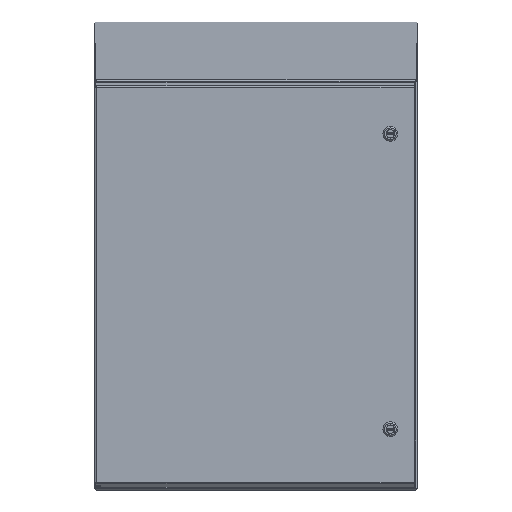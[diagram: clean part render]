
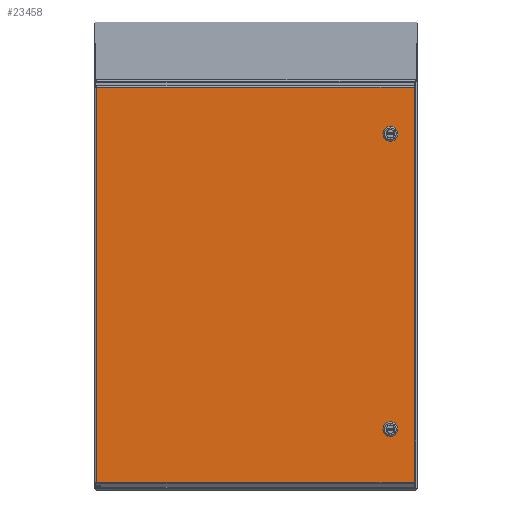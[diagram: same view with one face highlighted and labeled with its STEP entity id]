
A CAD part, top view. The second image highlights one B-rep face of the part: STEP entity #23458.
In plain terms, the highlighted planar face has unit normal (0, 0, 1).
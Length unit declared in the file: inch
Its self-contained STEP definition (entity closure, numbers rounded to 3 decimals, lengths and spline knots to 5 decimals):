
#21582=CARTESIAN_POINT('',(21.96087,-24.83316,0.074));
#21583=VERTEX_POINT('',#21582);
#21590=CARTESIAN_POINT('',(21.77499,-24.64723,0.074));
#21591=VERTEX_POINT('',#21590);
#21592=CARTESIAN_POINT('',(21.56134,-25.04668,0.074));
#21593=DIRECTION('',(0.0,0.0,-1.0));
#21594=DIRECTION('',(0.882,0.471,0.0));
#21595=AXIS2_PLACEMENT_3D('',#21592,#21593,#21594);
#21596=CIRCLE('',#21595,0.453);
#21597=EDGE_CURVE('',#21591,#21583,#21596,.T.);
#21622=CARTESIAN_POINT('',(21.34787,-24.64723,0.074));
#21623=VERTEX_POINT('',#21622);
#21624=CARTESIAN_POINT('',(21.34787,-24.64723,0.074));
#21625=DIRECTION('',(1.0,0.,0.0));
#21626=VECTOR('',#21625,0.42712);
#21627=LINE('',#21624,#21626);
#21628=EDGE_CURVE('',#21623,#21591,#21627,.T.);
#21654=CARTESIAN_POINT('',(21.16187,-24.83316,0.074));
#21655=VERTEX_POINT('',#21654);
#21656=CARTESIAN_POINT('',(21.56134,-25.04677,0.074));
#21657=DIRECTION('',(0.0,0.0,-1.0));
#21658=DIRECTION('',(-0.471,0.882,0.0));
#21659=AXIS2_PLACEMENT_3D('',#21656,#21657,#21658);
#21660=CIRCLE('',#21659,0.453);
#21661=EDGE_CURVE('',#21655,#21623,#21660,.T.);
#21686=CARTESIAN_POINT('',(21.16187,-25.26029,0.074));
#21687=VERTEX_POINT('',#21686);
#21688=CARTESIAN_POINT('',(21.16187,-25.26029,0.074));
#21689=DIRECTION('',(0.,1.0,0.0));
#21690=VECTOR('',#21689,0.42712);
#21691=LINE('',#21688,#21690);
#21692=EDGE_CURVE('',#21687,#21655,#21691,.T.);
#21718=CARTESIAN_POINT('',(21.3478,-25.44623,0.074));
#21719=VERTEX_POINT('',#21718);
#21720=CARTESIAN_POINT('',(21.56137,-25.04673,0.074));
#21721=DIRECTION('',(0.0,0.0,-1.0));
#21722=DIRECTION('',(-0.882,-0.471,0.0));
#21723=AXIS2_PLACEMENT_3D('',#21720,#21721,#21722);
#21724=CIRCLE('',#21723,0.453);
#21725=EDGE_CURVE('',#21719,#21687,#21724,.T.);
#21750=CARTESIAN_POINT('',(21.77493,-25.44623,0.074));
#21751=VERTEX_POINT('',#21750);
#21752=CARTESIAN_POINT('',(21.77493,-25.44623,0.074));
#21753=DIRECTION('',(-1.0,0.,0.0));
#21754=VECTOR('',#21753,0.42712);
#21755=LINE('',#21752,#21754);
#21756=EDGE_CURVE('',#21751,#21719,#21755,.T.);
#21782=CARTESIAN_POINT('',(21.96087,-25.26029,0.074));
#21783=VERTEX_POINT('',#21782);
#21784=CARTESIAN_POINT('',(21.56137,-25.04673,0.074));
#21785=DIRECTION('',(0.0,0.0,-1.0));
#21786=DIRECTION('',(0.471,-0.882,0.0));
#21787=AXIS2_PLACEMENT_3D('',#21784,#21785,#21786);
#21788=CIRCLE('',#21787,0.453);
#21789=EDGE_CURVE('',#21783,#21751,#21788,.T.);
#21812=CARTESIAN_POINT('',(21.96087,-24.83316,0.074));
#21813=DIRECTION('',(0.,-1.0,0.0));
#21814=VECTOR('',#21813,0.42712);
#21815=LINE('',#21812,#21814);
#21816=EDGE_CURVE('',#21583,#21783,#21815,.T.);
#21838=CARTESIAN_POINT('',(21.96087,-2.83316,0.074));
#21839=VERTEX_POINT('',#21838);
#21846=CARTESIAN_POINT('',(21.77499,-2.64723,0.074));
#21847=VERTEX_POINT('',#21846);
#21848=CARTESIAN_POINT('',(21.56134,-3.04668,0.074));
#21849=DIRECTION('',(0.0,0.0,-1.0));
#21850=DIRECTION('',(0.882,0.471,0.0));
#21851=AXIS2_PLACEMENT_3D('',#21848,#21849,#21850);
#21852=CIRCLE('',#21851,0.453);
#21853=EDGE_CURVE('',#21847,#21839,#21852,.T.);
#21878=CARTESIAN_POINT('',(21.34787,-2.64723,0.074));
#21879=VERTEX_POINT('',#21878);
#21880=CARTESIAN_POINT('',(21.34787,-2.64723,0.074));
#21881=DIRECTION('',(1.0,0.,0.0));
#21882=VECTOR('',#21881,0.42712);
#21883=LINE('',#21880,#21882);
#21884=EDGE_CURVE('',#21879,#21847,#21883,.T.);
#21910=CARTESIAN_POINT('',(21.16187,-2.83316,0.074));
#21911=VERTEX_POINT('',#21910);
#21912=CARTESIAN_POINT('',(21.56134,-3.04677,0.074));
#21913=DIRECTION('',(0.0,0.0,-1.0));
#21914=DIRECTION('',(-0.471,0.882,0.0));
#21915=AXIS2_PLACEMENT_3D('',#21912,#21913,#21914);
#21916=CIRCLE('',#21915,0.453);
#21917=EDGE_CURVE('',#21911,#21879,#21916,.T.);
#21942=CARTESIAN_POINT('',(21.16187,-3.26029,0.074));
#21943=VERTEX_POINT('',#21942);
#21944=CARTESIAN_POINT('',(21.16187,-3.26029,0.074));
#21945=DIRECTION('',(0.,1.0,0.0));
#21946=VECTOR('',#21945,0.42712);
#21947=LINE('',#21944,#21946);
#21948=EDGE_CURVE('',#21943,#21911,#21947,.T.);
#21974=CARTESIAN_POINT('',(21.3478,-3.44623,0.074));
#21975=VERTEX_POINT('',#21974);
#21976=CARTESIAN_POINT('',(21.56137,-3.04673,0.074));
#21977=DIRECTION('',(0.0,0.0,-1.0));
#21978=DIRECTION('',(-0.882,-0.471,0.0));
#21979=AXIS2_PLACEMENT_3D('',#21976,#21977,#21978);
#21980=CIRCLE('',#21979,0.453);
#21981=EDGE_CURVE('',#21975,#21943,#21980,.T.);
#22006=CARTESIAN_POINT('',(21.77493,-3.44623,0.074));
#22007=VERTEX_POINT('',#22006);
#22008=CARTESIAN_POINT('',(21.77493,-3.44623,0.074));
#22009=DIRECTION('',(-1.0,0.,0.0));
#22010=VECTOR('',#22009,0.42712);
#22011=LINE('',#22008,#22010);
#22012=EDGE_CURVE('',#22007,#21975,#22011,.T.);
#22038=CARTESIAN_POINT('',(21.96087,-3.26029,0.074));
#22039=VERTEX_POINT('',#22038);
#22040=CARTESIAN_POINT('',(21.56137,-3.04673,0.074));
#22041=DIRECTION('',(0.0,0.0,-1.0));
#22042=DIRECTION('',(0.471,-0.882,0.0));
#22043=AXIS2_PLACEMENT_3D('',#22040,#22041,#22042);
#22044=CIRCLE('',#22043,0.453);
#22045=EDGE_CURVE('',#22039,#22007,#22044,.T.);
#22068=CARTESIAN_POINT('',(21.96087,-2.83316,0.074));
#22069=DIRECTION('',(0.,-1.0,0.0));
#22070=VECTOR('',#22069,0.42712);
#22071=LINE('',#22068,#22070);
#22072=EDGE_CURVE('',#21839,#22039,#22071,.T.);
#22125=CARTESIAN_POINT('',(23.33112,-29.0199,0.074));
#22126=VERTEX_POINT('',#22125);
#22154=CARTESIAN_POINT('',(23.33112,0.42645,0.074));
#22155=VERTEX_POINT('',#22154);
#22166=CARTESIAN_POINT('',(23.33112,-29.0199,0.074));
#22167=DIRECTION('',(0.0,1.0,0.0));
#22168=VECTOR('',#22167,29.44636);
#22169=LINE('',#22166,#22168);
#22170=EDGE_CURVE('',#22126,#22155,#22169,.T.);
#22708=CARTESIAN_POINT('',(-0.33338,-29.0199,0.074));
#22709=VERTEX_POINT('',#22708);
#22796=CARTESIAN_POINT('',(-0.33338,0.42645,0.074));
#22797=VERTEX_POINT('',#22796);
#22798=CARTESIAN_POINT('',(-0.33338,0.42645,0.074));
#22799=DIRECTION('',(0.0,-1.0,0.0));
#22800=VECTOR('',#22799,29.44636);
#22801=LINE('',#22798,#22800);
#22802=EDGE_CURVE('',#22797,#22709,#22801,.T.);
#23371=CARTESIAN_POINT('',(23.33112,0.42645,0.074));
#23372=DIRECTION('',(-1.0,0.0,0.0));
#23373=VECTOR('',#23372,23.6645);
#23374=LINE('',#23371,#23373);
#23375=EDGE_CURVE('',#22155,#22797,#23374,.T.);
#23405=CARTESIAN_POINT('',(-0.33338,-29.0199,0.074));
#23406=DIRECTION('',(1.0,0.0,0.0));
#23407=VECTOR('',#23406,23.6645);
#23408=LINE('',#23405,#23407);
#23409=EDGE_CURVE('',#22709,#22126,#23408,.T.);
#23427=CARTESIAN_POINT('',(11.49887,-14.29673,0.074));
#23428=DIRECTION('',(0.0,0.0,1.0));
#23429=DIRECTION('',(1.0,0.0,0.0));
#23430=AXIS2_PLACEMENT_3D('',#23427,#23428,#23429);
#23431=PLANE('',#23430);
#23432=ORIENTED_EDGE('',*,*,#23409,.T.);
#23433=ORIENTED_EDGE('',*,*,#22170,.T.);
#23434=ORIENTED_EDGE('',*,*,#23375,.T.);
#23435=ORIENTED_EDGE('',*,*,#22802,.T.);
#23436=EDGE_LOOP('',(#23432,#23433,#23434,#23435));
#23437=FACE_OUTER_BOUND('',#23436,.T.);
#23438=ORIENTED_EDGE('',*,*,#21597,.T.);
#23439=ORIENTED_EDGE('',*,*,#21816,.T.);
#23440=ORIENTED_EDGE('',*,*,#21789,.T.);
#23441=ORIENTED_EDGE('',*,*,#21756,.T.);
#23442=ORIENTED_EDGE('',*,*,#21725,.T.);
#23443=ORIENTED_EDGE('',*,*,#21692,.T.);
#23444=ORIENTED_EDGE('',*,*,#21661,.T.);
#23445=ORIENTED_EDGE('',*,*,#21628,.T.);
#23446=EDGE_LOOP('',(#23438,#23439,#23440,#23441,#23442,#23443,#23444,#23445));
#23447=FACE_BOUND('',#23446,.T.);
#23448=ORIENTED_EDGE('',*,*,#21853,.T.);
#23449=ORIENTED_EDGE('',*,*,#22072,.T.);
#23450=ORIENTED_EDGE('',*,*,#22045,.T.);
#23451=ORIENTED_EDGE('',*,*,#22012,.T.);
#23452=ORIENTED_EDGE('',*,*,#21981,.T.);
#23453=ORIENTED_EDGE('',*,*,#21948,.T.);
#23454=ORIENTED_EDGE('',*,*,#21917,.T.);
#23455=ORIENTED_EDGE('',*,*,#21884,.T.);
#23456=EDGE_LOOP('',(#23448,#23449,#23450,#23451,#23452,#23453,#23454,#23455));
#23457=FACE_BOUND('',#23456,.T.);
#23458=ADVANCED_FACE('',(#23437,#23447,#23457),#23431,.T.);
